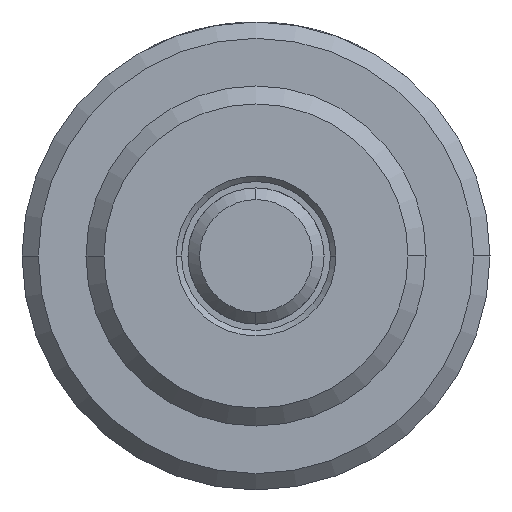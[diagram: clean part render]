
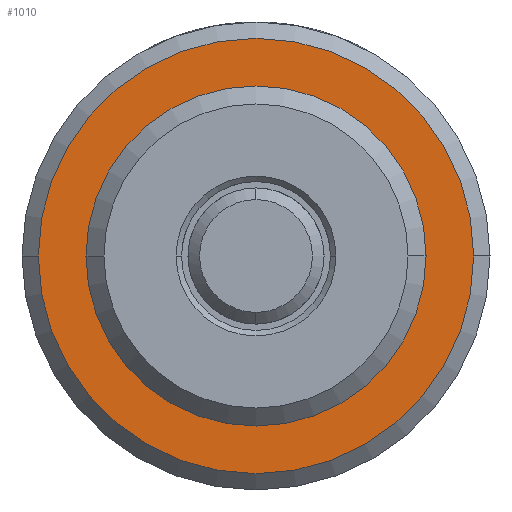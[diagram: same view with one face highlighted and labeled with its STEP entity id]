
A CAD part, left-side view. The second image highlights one B-rep face of the part: STEP entity #1010.
In plain terms, the highlighted planar face has unit normal (-1, 0, 0).
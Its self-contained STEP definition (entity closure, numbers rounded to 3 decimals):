
#26 = EDGE_LOOP ( 'NONE', ( #4782, #391 ) ) ;
#94 = DIRECTION ( 'NONE',  ( 0., 0., -1. ) ) ;
#391 = ORIENTED_EDGE ( 'NONE', *, *, #851, .T. ) ;
#502 = CARTESIAN_POINT ( 'NONE',  ( 12.7, 0., 0. ) ) ;
#593 = DIRECTION ( 'NONE',  ( 1., 0., 0. ) ) ;
#851 = EDGE_CURVE ( 'NONE', #2194, #2015, #2186, .T. ) ;
#1010 = ADVANCED_FACE ( 'NONE', ( #3534, #2440 ), #5228, .F. ) ;
#1212 = EDGE_CURVE ( 'NONE', #2015, #2194, #4367, .T. ) ;
#1501 = DIRECTION ( 'NONE',  ( 0., 0., -1. ) ) ;
#1839 = CIRCLE ( 'NONE', #2189, 10.16 ) ;
#1937 = DIRECTION ( 'NONE',  ( 0., 0., -1. ) ) ;
#2015 = VERTEX_POINT ( 'NONE', #3242 ) ;
#2186 = CIRCLE ( 'NONE', #3921, 7.906 ) ;
#2189 = AXIS2_PLACEMENT_3D ( 'NONE', #5233, #4415, #1937 ) ;
#2194 = VERTEX_POINT ( 'NONE', #3331 ) ;
#2328 = CARTESIAN_POINT ( 'NONE',  ( 12.7, 0., 0. ) ) ;
#2420 = VERTEX_POINT ( 'NONE', #3376 ) ;
#2440 = FACE_BOUND ( 'NONE', #26, .T. ) ;
#2936 = ORIENTED_EDGE ( 'NONE', *, *, #4764, .F. ) ;
#3242 = CARTESIAN_POINT ( 'NONE',  ( 12.7, 0., -7.906 ) ) ;
#3257 = EDGE_LOOP ( 'NONE', ( #2936, #4662 ) ) ;
#3331 = CARTESIAN_POINT ( 'NONE',  ( 12.7, 0., 7.906 ) ) ;
#3376 = CARTESIAN_POINT ( 'NONE',  ( 12.7, 0., -10.16 ) ) ;
#3534 = FACE_OUTER_BOUND ( 'NONE', #3257, .T. ) ;
#3582 = CARTESIAN_POINT ( 'NONE',  ( 12.7, 0., 0. ) ) ;
#3921 = AXIS2_PLACEMENT_3D ( 'NONE', #502, #4685, #94 ) ;
#3928 = AXIS2_PLACEMENT_3D ( 'NONE', #3582, #5256, #1501 ) ;
#4347 = CARTESIAN_POINT ( 'NONE',  ( 12.7, 0., 0. ) ) ;
#4367 = CIRCLE ( 'NONE', #5236, 7.906 ) ;
#4398 = DIRECTION ( 'NONE',  ( 0., 0., -1. ) ) ;
#4415 = DIRECTION ( 'NONE',  ( 1., 0., 0. ) ) ;
#4484 = VERTEX_POINT ( 'NONE', #5337 ) ;
#4527 = AXIS2_PLACEMENT_3D ( 'NONE', #2328, #5193, #5245 ) ;
#4662 = ORIENTED_EDGE ( 'NONE', *, *, #5269, .F. ) ;
#4685 = DIRECTION ( 'NONE',  ( 1., 0., 0. ) ) ;
#4700 = CIRCLE ( 'NONE', #4527, 10.16 ) ;
#4764 = EDGE_CURVE ( 'NONE', #4484, #2420, #4700, .T. ) ;
#4782 = ORIENTED_EDGE ( 'NONE', *, *, #1212, .T. ) ;
#5193 = DIRECTION ( 'NONE',  ( 1., 0., 0. ) ) ;
#5228 = PLANE ( 'NONE',  #3928 ) ;
#5233 = CARTESIAN_POINT ( 'NONE',  ( 12.7, 0., 0. ) ) ;
#5236 = AXIS2_PLACEMENT_3D ( 'NONE', #4347, #593, #4398 ) ;
#5245 = DIRECTION ( 'NONE',  ( 0., 0., -1. ) ) ;
#5256 = DIRECTION ( 'NONE',  ( 1., 0., 0. ) ) ;
#5269 = EDGE_CURVE ( 'NONE', #2420, #4484, #1839, .T. ) ;
#5337 = CARTESIAN_POINT ( 'NONE',  ( 12.7, 0., 10.16 ) ) ;
